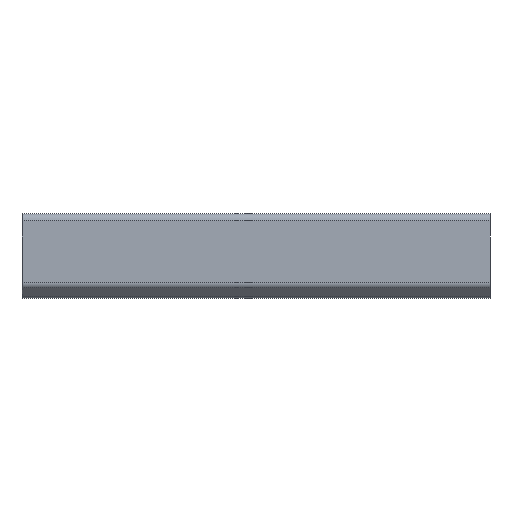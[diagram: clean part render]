
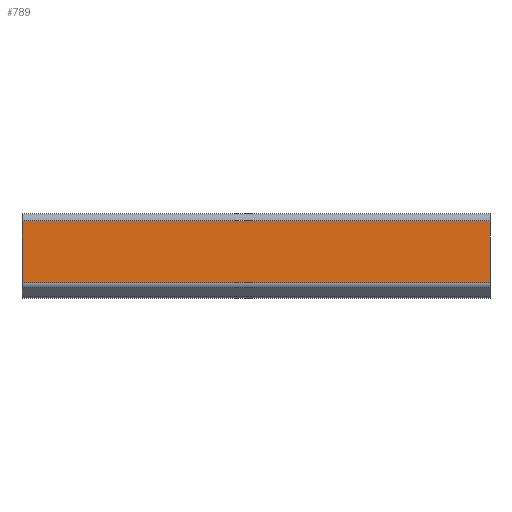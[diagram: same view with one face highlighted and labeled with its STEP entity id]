
A CAD part, left-side view. The second image highlights one B-rep face of the part: STEP entity #789.
In plain terms, the highlighted planar face has unit normal (-1, 0, 0).
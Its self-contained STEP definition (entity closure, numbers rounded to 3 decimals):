
#49 = CARTESIAN_POINT ( 'NONE',  ( -21., 150., 56. ) ) ;
#62 = FACE_OUTER_BOUND ( 'NONE', #258, .T. ) ;
#96 = ORIENTED_EDGE ( 'NONE', *, *, #739, .T. ) ;
#191 = DIRECTION ( 'NONE',  ( 0., 0., -1. ) ) ;
#194 = LINE ( 'NONE', #363, #709 ) ;
#230 = PLANE ( 'NONE',  #863 ) ;
#232 = EDGE_CURVE ( 'NONE', #854, #1075, #1028, .T. ) ;
#258 = EDGE_LOOP ( 'NONE', ( #1061, #736, #676, #96 ) ) ;
#271 = EDGE_CURVE ( 'NONE', #691, #907, #419, .T. ) ;
#296 = CARTESIAN_POINT ( 'NONE',  ( -21., 150., 11.864 ) ) ;
#339 = VECTOR ( 'NONE', #191, 1000. ) ;
#355 = CARTESIAN_POINT ( 'NONE',  ( -21., -150., 11.864 ) ) ;
#363 = CARTESIAN_POINT ( 'NONE',  ( -21., 150., 51.5 ) ) ;
#378 = DIRECTION ( 'NONE',  ( -1., 0., 0. ) ) ;
#388 = LINE ( 'NONE', #720, #619 ) ;
#419 = LINE ( 'NONE', #435, #913 ) ;
#435 = CARTESIAN_POINT ( 'NONE',  ( -21., -150., 56. ) ) ;
#457 = DIRECTION ( 'NONE',  ( 0., -1., 0. ) ) ;
#461 = CARTESIAN_POINT ( 'NONE',  ( -21., 150., 56. ) ) ;
#472 = CARTESIAN_POINT ( 'NONE',  ( -21., -150., 51.5 ) ) ;
#547 = EDGE_CURVE ( 'NONE', #854, #691, #194, .T. ) ;
#619 = VECTOR ( 'NONE', #808, 1000. ) ;
#631 = DIRECTION ( 'NONE',  ( 0., 0., 1. ) ) ;
#676 = ORIENTED_EDGE ( 'NONE', *, *, #232, .T. ) ;
#691 = VERTEX_POINT ( 'NONE', #472 ) ;
#709 = VECTOR ( 'NONE', #457, 1000. ) ;
#720 = CARTESIAN_POINT ( 'NONE',  ( -21., 150., 11.864 ) ) ;
#736 = ORIENTED_EDGE ( 'NONE', *, *, #547, .F. ) ;
#739 = EDGE_CURVE ( 'NONE', #1075, #907, #388, .T. ) ;
#789 = ADVANCED_FACE ( 'NONE', ( #62 ), #230, .T. ) ;
#808 = DIRECTION ( 'NONE',  ( 0., -1., 0. ) ) ;
#854 = VERTEX_POINT ( 'NONE', #882 ) ;
#863 = AXIS2_PLACEMENT_3D ( 'NONE', #461, #378, #631 ) ;
#882 = CARTESIAN_POINT ( 'NONE',  ( -21., 150., 51.5 ) ) ;
#907 = VERTEX_POINT ( 'NONE', #355 ) ;
#913 = VECTOR ( 'NONE', #1003, 1000. ) ;
#1003 = DIRECTION ( 'NONE',  ( 0., 0., -1. ) ) ;
#1028 = LINE ( 'NONE', #49, #339 ) ;
#1061 = ORIENTED_EDGE ( 'NONE', *, *, #271, .F. ) ;
#1075 = VERTEX_POINT ( 'NONE', #296 ) ;
